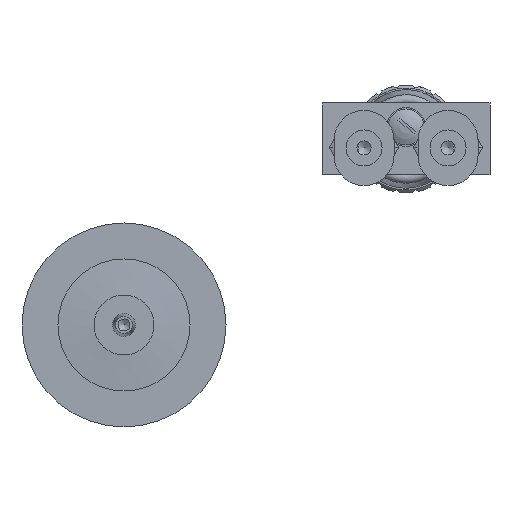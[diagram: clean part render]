
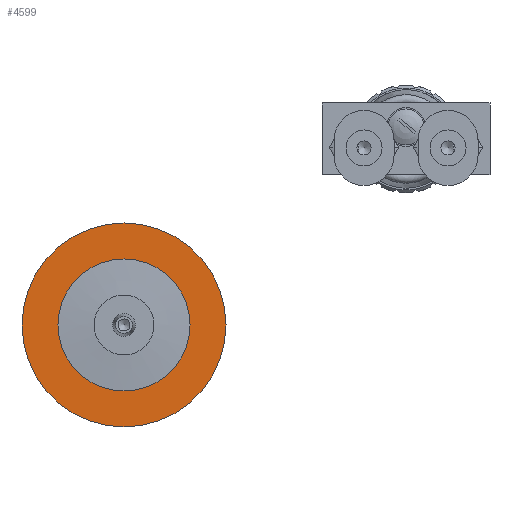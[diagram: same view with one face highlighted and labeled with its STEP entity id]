
A CAD part, left-side view. The second image highlights one B-rep face of the part: STEP entity #4599.
In plain terms, the highlighted planar face has unit normal (-1, 0, 0).
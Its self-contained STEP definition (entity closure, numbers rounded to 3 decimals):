
#4302=PLANE('',#16962);
#4599=ADVANCED_FACE('',(#7014,#7015),#4302,.F.);
#7014=FACE_BOUND('',#7456,.T.);
#7015=FACE_BOUND('',#7457,.T.);
#7456=EDGE_LOOP('',(#8641));
#7457=EDGE_LOOP('',(#8642));
#8641=ORIENTED_EDGE('',*,*,#14096,.F.);
#8642=ORIENTED_EDGE('',*,*,#14094,.T.);
#12665=VERTEX_POINT('',#23506);
#12667=VERTEX_POINT('',#23511);
#14094=EDGE_CURVE('',#12665,#12665,#16111,.T.);
#14096=EDGE_CURVE('',#12667,#12667,#16113,.T.);
#16111=CIRCLE('',#16958,11.);
#16113=CIRCLE('',#16961,17.);
#16958=AXIS2_PLACEMENT_3D('',#23505,#18855,#18856);
#16961=AXIS2_PLACEMENT_3D('',#23510,#18861,#18862);
#16962=AXIS2_PLACEMENT_3D('',#23512,#18863,#18864);
#18855=DIRECTION('',(1.,0.,0.));
#18856=DIRECTION('',(0.,1.,0.));
#18861=DIRECTION('',(1.,0.,0.));
#18862=DIRECTION('',(0.,1.,0.));
#18863=DIRECTION('',(1.,0.,0.));
#18864=DIRECTION('',(0.,1.,0.));
#23505=CARTESIAN_POINT('',(25.966,-13.084,-30.346));
#23506=CARTESIAN_POINT('',(25.966,-2.084,-30.346));
#23510=CARTESIAN_POINT('',(25.966,-13.084,-30.346));
#23511=CARTESIAN_POINT('',(25.966,3.916,-30.346));
#23512=CARTESIAN_POINT('',(25.966,-2.084,-30.346));
